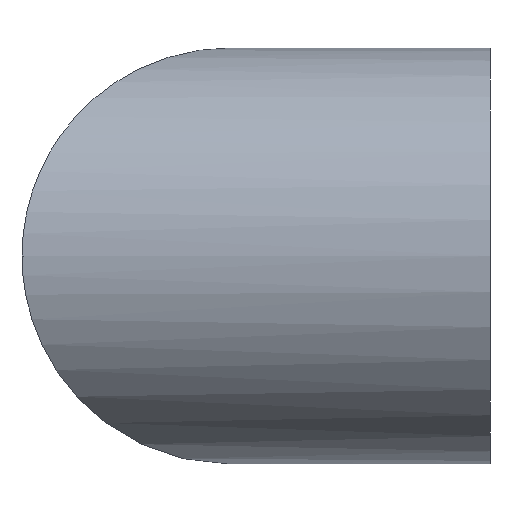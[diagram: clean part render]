
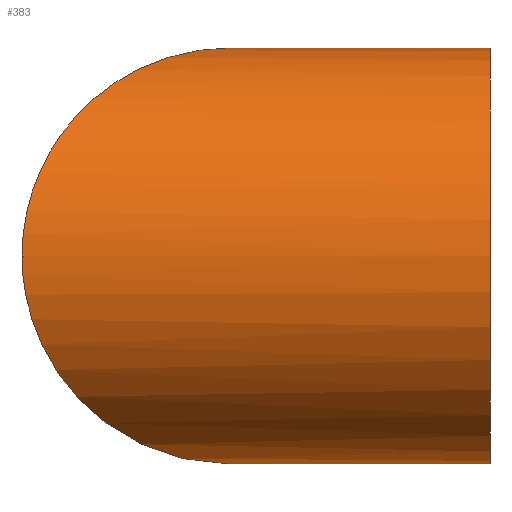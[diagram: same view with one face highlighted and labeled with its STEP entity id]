
A CAD part, left-side view. The second image highlights one B-rep face of the part: STEP entity #383.
In plain terms, the highlighted cylindrical face has radius 25.4 mm (diameter 50.8 mm), a partial arc.
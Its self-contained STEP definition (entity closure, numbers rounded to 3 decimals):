
#6 = CARTESIAN_POINT ( 'NONE',  ( -5.678, 37.428, -24.799 ) ) ;
#9 = B_SPLINE_CURVE_WITH_KNOTS ( 'NONE', 3,
 ( #354, #220, #367, #719, #223, #716, #96, #440, #579, #582, #493, #296, #651, #165, #859, #99, #105, #497, #161, #573, #168, #292, #29, #570, #435, #229, #442, #158, #37, #505, #854, #42 ),
 .UNSPECIFIED., .F., .F.,
 ( 4, 2, 2, 2, 2, 2, 2, 2, 2, 2, 2, 2, 2, 2, 2, 4 ),
 ( 0.048, 0.05, 0.051, 0.054, 0.056, 0.057, 0.06, 0.062, 0.063, 0.066, 0.072, 0.078, 0.084, 0.087, 0.09, 0.096 ),
 .UNSPECIFIED. ) ;
#10 = CARTESIAN_POINT ( 'NONE',  ( 0., 90.236, 25.4 ) ) ;
#14 = CARTESIAN_POINT ( 'NONE',  ( -25.34, 57.09, -2.014 ) ) ;
#19 = CARTESIAN_POINT ( 'NONE',  ( -17.58, 49.33, -18.352 ) ) ;
#21 = CARTESIAN_POINT ( 'NONE',  ( -22.927, 54.677, -10.942 ) ) ;
#29 = CARTESIAN_POINT ( 'NONE',  ( -13.851, 45.601, 21.345 ) ) ;
#30 = VERTEX_POINT ( 'NONE', #718 ) ;
#37 = CARTESIAN_POINT ( 'NONE',  ( -4.966, 36.716, 24.92 ) ) ;
#42 = CARTESIAN_POINT ( 'NONE',  ( 0., 31.75, 25.4 ) ) ;
#45 = EDGE_CURVE ( 'NONE', #529, #218, #180, .T. ) ;
#49 = DIRECTION ( 'NONE',  ( 0., 1., 0. ) ) ;
#81 = EDGE_LOOP ( 'NONE', ( #628, #175, #556, #221, #204 ) ) ;
#83 = CARTESIAN_POINT ( 'NONE',  ( -24.172, 55.922, -7.859 ) ) ;
#86 = VECTOR ( 'NONE', #746, 1000. ) ;
#87 = CARTESIAN_POINT ( 'NONE',  ( -25.4, 57.15, -1.011 ) ) ;
#93 = CARTESIAN_POINT ( 'NONE',  ( -23.127, 54.877, -10.514 ) ) ;
#96 = CARTESIAN_POINT ( 'NONE',  ( -24.919, 56.669, 5.017 ) ) ;
#99 = CARTESIAN_POINT ( 'NONE',  ( -21.839, 53.589, 12.978 ) ) ;
#103 = AXIS2_PLACEMENT_3D ( 'NONE', #728, #49, #237 ) ;
#105 = CARTESIAN_POINT ( 'NONE',  ( -21.603, 53.353, 13.366 ) ) ;
#129 = CARTESIAN_POINT ( 'NONE',  ( 0., 0., 25.4 ) ) ;
#141 = CARTESIAN_POINT ( 'NONE',  ( -9.827, 41.577, -23.434 ) ) ;
#150 = CARTESIAN_POINT ( 'NONE',  ( -25.161, 56.911, -3.51 ) ) ;
#158 = CARTESIAN_POINT ( 'NONE',  ( -5.671, 37.421, 24.769 ) ) ;
#161 = CARTESIAN_POINT ( 'NONE',  ( -20.367, 52.117, 15.201 ) ) ;
#165 = CARTESIAN_POINT ( 'NONE',  ( -22.507, 54.257, 11.781 ) ) ;
#168 = CARTESIAN_POINT ( 'NONE',  ( -17.607, 49.357, 18.378 ) ) ;
#175 = ORIENTED_EDGE ( 'NONE', *, *, #707, .F. ) ;
#180 = CIRCLE ( 'NONE', #103, 25.4 ) ;
#204 = ORIENTED_EDGE ( 'NONE', *, *, #45, .T. ) ;
#206 = CARTESIAN_POINT ( 'NONE',  ( -9.141, 40.891, -23.709 ) ) ;
#212 = CARTESIAN_POINT ( 'NONE',  ( -16.982, 48.732, -18.905 ) ) ;
#214 = CARTESIAN_POINT ( 'NONE',  ( -21.886, 53.636, -13.025 ) ) ;
#218 = VERTEX_POINT ( 'NONE', #129 ) ;
#220 = CARTESIAN_POINT ( 'NONE',  ( -25.4, 57.15, 0.504 ) ) ;
#221 = ORIENTED_EDGE ( 'NONE', *, *, #227, .T. ) ;
#223 = CARTESIAN_POINT ( 'NONE',  ( -25.278, 57.028, 2.535 ) ) ;
#227 = EDGE_CURVE ( 'NONE', #30, #529, #283, .T. ) ;
#229 = CARTESIAN_POINT ( 'NONE',  ( -7.783, 39.533, 24.189 ) ) ;
#237 = DIRECTION ( 'NONE',  ( 0., 0., 1. ) ) ;
#255 = DIRECTION ( 'NONE',  ( 0., 0., -1. ) ) ;
#272 = CARTESIAN_POINT ( 'NONE',  ( -18.453, 50.203, -17.459 ) ) ;
#275 = CARTESIAN_POINT ( 'NONE',  ( -11.19, 42.94, -22.815 ) ) ;
#278 = CARTESIAN_POINT ( 'NONE',  ( -23.502, 55.252, -9.647 ) ) ;
#283 = LINE ( 'NONE', #739, #86 ) ;
#292 = CARTESIAN_POINT ( 'NONE',  ( -15.134, 46.884, 20.463 ) ) ;
#296 = CARTESIAN_POINT ( 'NONE',  ( -23.504, 55.254, 9.678 ) ) ;
#324 = VERTEX_POINT ( 'NONE', #754 ) ;
#339 = CARTESIAN_POINT ( 'NONE',  ( -1.437, 33.187, -25.4 ) ) ;
#354 = CARTESIAN_POINT ( 'NONE',  ( -25.4, 57.15, 0. ) ) ;
#367 = CARTESIAN_POINT ( 'NONE',  ( -25.385, 57.135, 1.011 ) ) ;
#383 = ADVANCED_FACE ( 'NONE', ( #678 ), #676, .T. ) ;
#399 = AXIS2_PLACEMENT_3D ( 'NONE', #601, #681, #255 ) ;
#401 = DIRECTION ( 'NONE',  ( 0., -1., 0. ) ) ;
#409 = VECTOR ( 'NONE', #401, 1000. ) ;
#418 = CARTESIAN_POINT ( 'NONE',  ( -24.456, 56.206, -6.931 ) ) ;
#421 = CARTESIAN_POINT ( 'NONE',  ( -11.869, 43.619, -22.469 ) ) ;
#422 = EDGE_CURVE ( 'NONE', #785, #218, #567, .T. ) ;
#424 = CARTESIAN_POINT ( 'NONE',  ( -15.145, 46.895, -20.454 ) ) ;
#426 = CARTESIAN_POINT ( 'NONE',  ( -24.909, 56.659, -4.997 ) ) ;
#432 = CARTESIAN_POINT ( 'NONE',  ( -23.678, 55.428, -9.206 ) ) ;
#435 = CARTESIAN_POINT ( 'NONE',  ( -9.863, 41.613, 23.453 ) ) ;
#440 = CARTESIAN_POINT ( 'NONE',  ( -24.572, 56.322, 6.453 ) ) ;
#442 = CARTESIAN_POINT ( 'NONE',  ( -7.08, 38.83, 24.404 ) ) ;
#485 = CARTESIAN_POINT ( 'NONE',  ( -13.864, 45.614, -21.337 ) ) ;
#486 = CARTESIAN_POINT ( 'NONE',  ( -25.087, 56.837, -4.007 ) ) ;
#490 = CARTESIAN_POINT ( 'NONE',  ( -18.741, 50.491, -17.15 ) ) ;
#492 = EDGE_CURVE ( 'NONE', #30, #324, #876, .T. ) ;
#493 = CARTESIAN_POINT ( 'NONE',  ( -24.002, 55.752, 8.325 ) ) ;
#497 = CARTESIAN_POINT ( 'NONE',  ( -20.877, 52.627, 14.495 ) ) ;
#505 = CARTESIAN_POINT ( 'NONE',  ( -2.845, 34.595, 25.281 ) ) ;
#529 = VERTEX_POINT ( 'NONE', #778 ) ;
#548 = CARTESIAN_POINT ( 'NONE',  ( -7.072, 38.822, -24.439 ) ) ;
#556 = ORIENTED_EDGE ( 'NONE', *, *, #492, .F. ) ;
#567 = LINE ( 'NONE', #10, #409 ) ;
#570 = CARTESIAN_POINT ( 'NONE',  ( -11.216, 42.966, 22.84 ) ) ;
#573 = CARTESIAN_POINT ( 'NONE',  ( -18.766, 50.516, 17.202 ) ) ;
#579 = CARTESIAN_POINT ( 'NONE',  ( -24.442, 56.192, 6.926 ) ) ;
#582 = CARTESIAN_POINT ( 'NONE',  ( -24.157, 55.907, 7.862 ) ) ;
#601 = CARTESIAN_POINT ( 'NONE',  ( 0., 90.236, 0. ) ) ;
#627 = CARTESIAN_POINT ( 'NONE',  ( 0., 31.75, -25.4 ) ) ;
#628 = ORIENTED_EDGE ( 'NONE', *, *, #422, .F. ) ;
#631 = CARTESIAN_POINT ( 'NONE',  ( -20.919, 52.669, -14.509 ) ) ;
#637 = CARTESIAN_POINT ( 'NONE',  ( -24.805, 56.555, -5.489 ) ) ;
#641 = CARTESIAN_POINT ( 'NONE',  ( -25.4, 57.15, 0. ) ) ;
#651 = CARTESIAN_POINT ( 'NONE',  ( -23.128, 54.878, 10.541 ) ) ;
#676 = CYLINDRICAL_SURFACE ( 'NONE', #399, 25.4 ) ;
#678 = FACE_OUTER_BOUND ( 'NONE', #81, .T. ) ;
#681 = DIRECTION ( 'NONE',  ( 0., -1., 0. ) ) ;
#707 = EDGE_CURVE ( 'NONE', #324, #785, #9, .T. ) ;
#710 = CARTESIAN_POINT ( 'NONE',  ( -19.304, 51.054, -16.514 ) ) ;
#716 = CARTESIAN_POINT ( 'NONE',  ( -25.097, 56.847, 4.038 ) ) ;
#718 = CARTESIAN_POINT ( 'NONE',  ( 0., 31.75, -25.4 ) ) ;
#719 = CARTESIAN_POINT ( 'NONE',  ( -25.324, 57.074, 2.026 ) ) ;
#728 = CARTESIAN_POINT ( 'NONE',  ( 0., 0., 0. ) ) ;
#730 = CARTESIAN_POINT ( 'NONE',  ( 0., 31.75, 25.4 ) ) ;
#739 = CARTESIAN_POINT ( 'NONE',  ( 0., 90.236, -25.4 ) ) ;
#746 = DIRECTION ( 'NONE',  ( 0., -1., 0. ) ) ;
#754 = CARTESIAN_POINT ( 'NONE',  ( -25.4, 57.15, 0. ) ) ;
#774 = CARTESIAN_POINT ( 'NONE',  ( -19.578, 51.328, -16.187 ) ) ;
#778 = CARTESIAN_POINT ( 'NONE',  ( 0., 0., -25.4 ) ) ;
#785 = VERTEX_POINT ( 'NONE', #730 ) ;
#830 = CARTESIAN_POINT ( 'NONE',  ( -2.86, 34.61, -25.279 ) ) ;
#854 = CARTESIAN_POINT ( 'NONE',  ( -1.425, 33.175, 25.4 ) ) ;
#859 = CARTESIAN_POINT ( 'NONE',  ( -22.291, 54.041, 12.185 ) ) ;
#876 = B_SPLINE_CURVE_WITH_KNOTS ( 'NONE', 3,
 ( #627, #339, #830, #6, #548, #206, #141, #275, #421, #485, #424, #212, #19, #272, #490, #710, #774, #631, #214, #21, #93, #278, #432, #83, #418, #637, #426, #486, #150, #14, #87, #641 ),
 .UNSPECIFIED., .F., .F.,
 ( 4, 2, 2, 2, 2, 2, 2, 2, 2, 2, 2, 2, 2, 2, 2, 4 ),
 ( 0., 0.006, 0.012, 0.015, 0.018, 0.024, 0.027, 0.029, 0.03, 0.036, 0.038, 0.039, 0.042, 0.044, 0.045, 0.048 ),
 .UNSPECIFIED. ) ;
